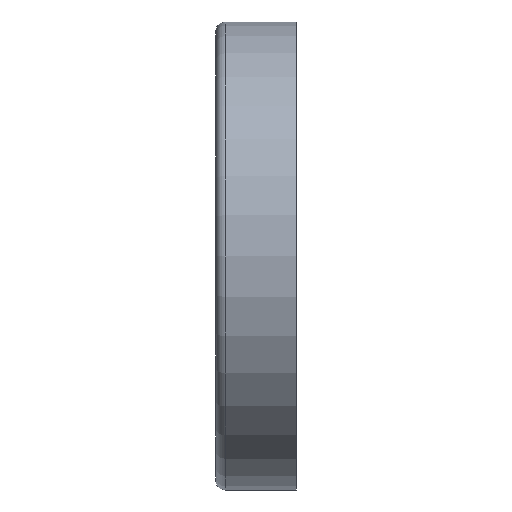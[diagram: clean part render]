
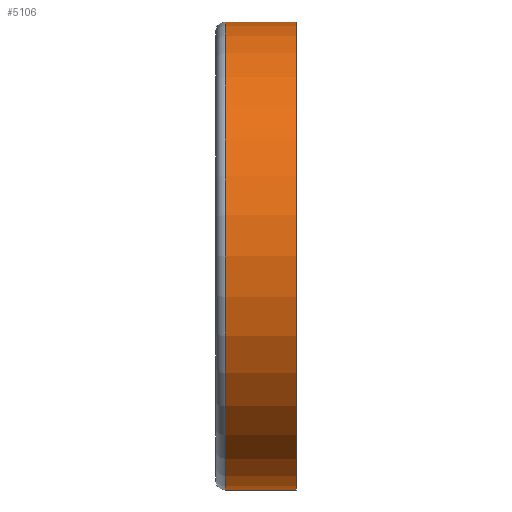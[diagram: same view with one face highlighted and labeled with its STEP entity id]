
A CAD part, left-side view. The second image highlights one B-rep face of the part: STEP entity #5106.
In plain terms, the highlighted cylindrical face has radius 72.5 mm (diameter 145 mm), a partial arc.
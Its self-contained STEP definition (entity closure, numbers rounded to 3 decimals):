
#18 = ORIENTED_EDGE ( 'NONE', *, *, #4654, .F. ) ;
#698 = CARTESIAN_POINT ( 'NONE',  ( 0., 0., 0. ) ) ;
#1244 = CARTESIAN_POINT ( 'NONE',  ( 0., 22., 72.5 ) ) ;
#1560 = DIRECTION ( 'NONE',  ( 0., 0., -1. ) ) ;
#2051 = DIRECTION ( 'NONE',  ( 0., 0., -1. ) ) ;
#2802 = LINE ( 'NONE', #13670, #3226 ) ;
#3186 = CARTESIAN_POINT ( 'NONE',  ( 0., 0., -72.5 ) ) ;
#3226 = VECTOR ( 'NONE', #7292, 1000. ) ;
#4336 = DIRECTION ( 'NONE',  ( 0., -1., 0. ) ) ;
#4592 = ORIENTED_EDGE ( 'NONE', *, *, #14893, .T. ) ;
#4654 = EDGE_CURVE ( 'NONE', #13856, #5283, #16468, .T. ) ;
#5106 = ADVANCED_FACE ( 'NONE', ( #5768 ), #11230, .T. ) ;
#5262 = CARTESIAN_POINT ( 'NONE',  ( 0., 22., 0. ) ) ;
#5283 = VERTEX_POINT ( 'NONE', #7391 ) ;
#5768 = FACE_OUTER_BOUND ( 'NONE', #15809, .T. ) ;
#6087 = VERTEX_POINT ( 'NONE', #13775 ) ;
#6123 = ORIENTED_EDGE ( 'NONE', *, *, #10639, .T. ) ;
#7292 = DIRECTION ( 'NONE',  ( 0., -1., 0. ) ) ;
#7391 = CARTESIAN_POINT ( 'NONE',  ( 0., 0., -72.5 ) ) ;
#8418 = AXIS2_PLACEMENT_3D ( 'NONE', #13164, #4336, #1560 ) ;
#8935 = VERTEX_POINT ( 'NONE', #1244 ) ;
#9204 = CIRCLE ( 'NONE', #14832, 72.5 ) ;
#10639 = EDGE_CURVE ( 'NONE', #6087, #5283, #13568, .T. ) ;
#10737 = EDGE_CURVE ( 'NONE', #8935, #13856, #2802, .T. ) ;
#11140 = ORIENTED_EDGE ( 'NONE', *, *, #10737, .F. ) ;
#11167 = DIRECTION ( 'NONE',  ( 0., -1., 0. ) ) ;
#11230 = CYLINDRICAL_SURFACE ( 'NONE', #15227, 72.5 ) ;
#13164 = CARTESIAN_POINT ( 'NONE',  ( 0., 0., 0. ) ) ;
#13568 = LINE ( 'NONE', #3186, #16165 ) ;
#13614 = DIRECTION ( 'NONE',  ( 0., -1., 0. ) ) ;
#13670 = CARTESIAN_POINT ( 'NONE',  ( 0., 0., 72.5 ) ) ;
#13775 = CARTESIAN_POINT ( 'NONE',  ( 0., 22., -72.5 ) ) ;
#13856 = VERTEX_POINT ( 'NONE', #14489 ) ;
#14489 = CARTESIAN_POINT ( 'NONE',  ( 0., 0., 72.5 ) ) ;
#14832 = AXIS2_PLACEMENT_3D ( 'NONE', #5262, #15592, #15547 ) ;
#14893 = EDGE_CURVE ( 'NONE', #8935, #6087, #9204, .T. ) ;
#15227 = AXIS2_PLACEMENT_3D ( 'NONE', #698, #11167, #2051 ) ;
#15547 = DIRECTION ( 'NONE',  ( 0., 0., -1. ) ) ;
#15592 = DIRECTION ( 'NONE',  ( 0., -1., 0. ) ) ;
#15809 = EDGE_LOOP ( 'NONE', ( #11140, #4592, #6123, #18 ) ) ;
#16165 = VECTOR ( 'NONE', #13614, 1000. ) ;
#16468 = CIRCLE ( 'NONE', #8418, 72.5 ) ;
